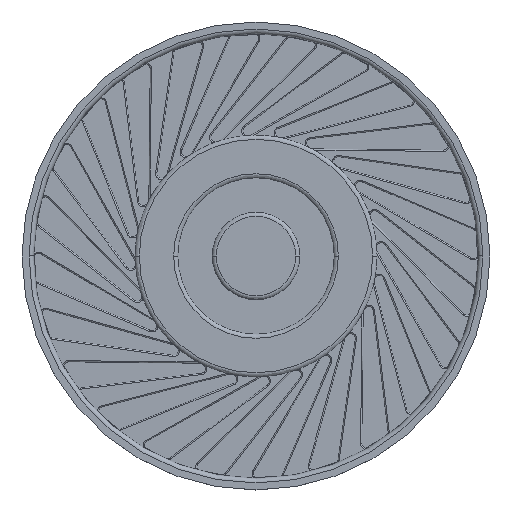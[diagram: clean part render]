
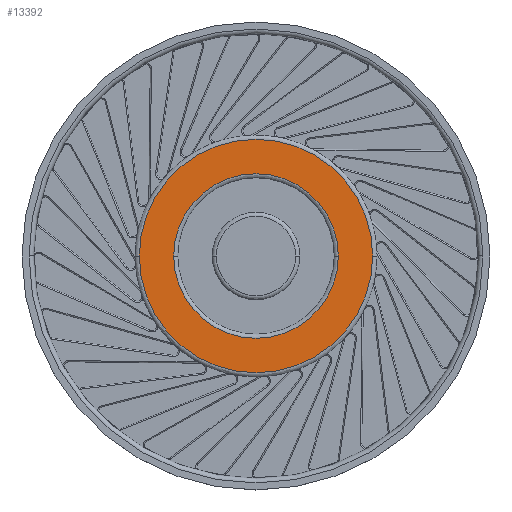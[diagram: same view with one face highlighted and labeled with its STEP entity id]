
A CAD part, top view. The second image highlights one B-rep face of the part: STEP entity #13392.
In plain terms, the highlighted planar face has unit normal (0, 0, 1).
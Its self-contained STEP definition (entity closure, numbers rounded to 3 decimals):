
#277 = ORIENTED_EDGE ( 'NONE', *, *, #5328, .T. ) ;
#298 = PLANE ( 'NONE',  #4202 ) ;
#780 = DIRECTION ( 'NONE',  ( 1., 0., 0. ) ) ;
#1534 = DIRECTION ( 'NONE',  ( 0., 0., 1. ) ) ;
#3136 = EDGE_LOOP ( 'NONE', ( #9856, #17568 ) ) ;
#3188 = AXIS2_PLACEMENT_3D ( 'NONE', #17896, #11704, #13492 ) ;
#3527 = DIRECTION ( 'NONE',  ( 1., 0., 0. ) ) ;
#4202 = AXIS2_PLACEMENT_3D ( 'NONE', #9515, #4994, #18930 ) ;
#4256 = CIRCLE ( 'NONE', #18642, 3.516 ) ;
#4994 = DIRECTION ( 'NONE',  ( 0., 0., 1. ) ) ;
#5328 = EDGE_CURVE ( 'NONE', #9229, #7776, #4256, .T. ) ;
#5606 = EDGE_CURVE ( 'NONE', #19463, #13098, #18008, .T. ) ;
#5839 = AXIS2_PLACEMENT_3D ( 'NONE', #17097, #18679, #3527 ) ;
#6474 = AXIS2_PLACEMENT_3D ( 'NONE', #15366, #1534, #13755 ) ;
#6535 = CARTESIAN_POINT ( 'NONE',  ( 3.516, 0., 0.1 ) ) ;
#6757 = EDGE_CURVE ( 'NONE', #13098, #19463, #19297, .T. ) ;
#7776 = VERTEX_POINT ( 'NONE', #16015 ) ;
#8869 = DIRECTION ( 'NONE',  ( 0., 0., -1. ) ) ;
#9229 = VERTEX_POINT ( 'NONE', #6535 ) ;
#9515 = CARTESIAN_POINT ( 'NONE',  ( 0., 0., 0.1 ) ) ;
#9662 = CARTESIAN_POINT ( 'NONE',  ( -4.988, 0., 0.1 ) ) ;
#9856 = ORIENTED_EDGE ( 'NONE', *, *, #5606, .T. ) ;
#9986 = CARTESIAN_POINT ( 'NONE',  ( 0., 0., 0.1 ) ) ;
#11546 = CIRCLE ( 'NONE', #3188, 3.516 ) ;
#11704 = DIRECTION ( 'NONE',  ( 0., 0., -1. ) ) ;
#12842 = CARTESIAN_POINT ( 'NONE',  ( 4.988, 0., 0.1 ) ) ;
#13098 = VERTEX_POINT ( 'NONE', #12842 ) ;
#13338 = ORIENTED_EDGE ( 'NONE', *, *, #17262, .T. ) ;
#13392 = ADVANCED_FACE ( 'NONE', ( #15747, #18732 ), #298, .T. ) ;
#13492 = DIRECTION ( 'NONE',  ( 1., 0., 0. ) ) ;
#13755 = DIRECTION ( 'NONE',  ( 1., 0., 0. ) ) ;
#15329 = EDGE_LOOP ( 'NONE', ( #277, #13338 ) ) ;
#15366 = CARTESIAN_POINT ( 'NONE',  ( 0., 0., 0.1 ) ) ;
#15747 = FACE_OUTER_BOUND ( 'NONE', #3136, .T. ) ;
#16015 = CARTESIAN_POINT ( 'NONE',  ( -3.516, 0., 0.1 ) ) ;
#17097 = CARTESIAN_POINT ( 'NONE',  ( 0., 0., 0.1 ) ) ;
#17262 = EDGE_CURVE ( 'NONE', #7776, #9229, #11546, .T. ) ;
#17568 = ORIENTED_EDGE ( 'NONE', *, *, #6757, .T. ) ;
#17896 = CARTESIAN_POINT ( 'NONE',  ( 0., 0., 0.1 ) ) ;
#18008 = CIRCLE ( 'NONE', #5839, 4.988 ) ;
#18642 = AXIS2_PLACEMENT_3D ( 'NONE', #9986, #8869, #780 ) ;
#18679 = DIRECTION ( 'NONE',  ( 0., 0., 1. ) ) ;
#18732 = FACE_BOUND ( 'NONE', #15329, .T. ) ;
#18930 = DIRECTION ( 'NONE',  ( 1., 0., 0. ) ) ;
#19297 = CIRCLE ( 'NONE', #6474, 4.988 ) ;
#19463 = VERTEX_POINT ( 'NONE', #9662 ) ;
